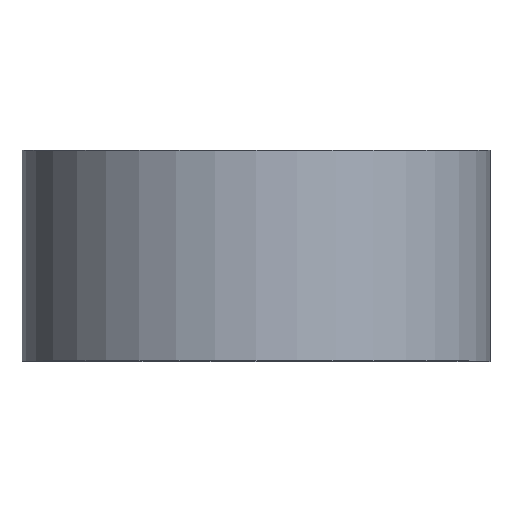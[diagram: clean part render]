
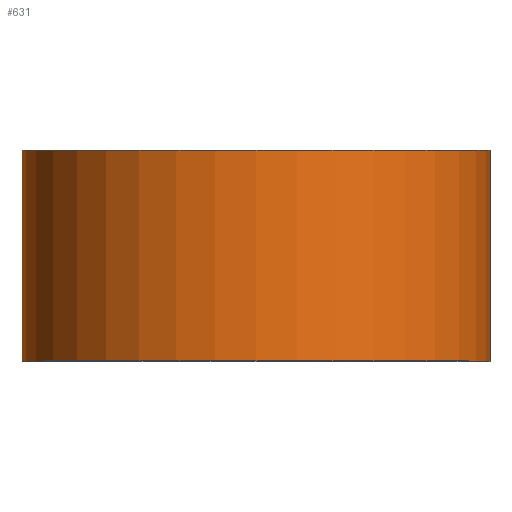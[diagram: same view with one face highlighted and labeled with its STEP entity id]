
A CAD part, top view. The second image highlights one B-rep face of the part: STEP entity #631.
In plain terms, the highlighted cylindrical face has radius 28.207 mm (diameter 56.413 mm), a partial arc.
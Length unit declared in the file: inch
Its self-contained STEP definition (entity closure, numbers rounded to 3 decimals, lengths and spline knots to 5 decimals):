
#36 = ORIENTED_EDGE ( 'NONE', *, *, #608, .T. ) ;
#67 = DIRECTION ( 'NONE',  ( 1., 0., 0. ) ) ;
#71 = ORIENTED_EDGE ( 'NONE', *, *, #137, .T. ) ;
#75 = VERTEX_POINT ( 'NONE', #342 ) ;
#115 = DIRECTION ( 'NONE',  ( 0., -1., 0. ) ) ;
#128 = EDGE_CURVE ( 'NONE', #75, #589, #668, .T. ) ;
#136 = AXIS2_PLACEMENT_3D ( 'NONE', #546, #736, #67 ) ;
#137 = EDGE_CURVE ( 'NONE', #529, #589, #686, .T. ) ;
#146 = CARTESIAN_POINT ( 'NONE',  ( 0., 0.5, 0. ) ) ;
#149 = DIRECTION ( 'NONE',  ( 0., 1., 0. ) ) ;
#152 = DIRECTION ( 'NONE',  ( 1., 0., 0. ) ) ;
#194 = CARTESIAN_POINT ( 'NONE',  ( 0., 0.5, -1.1105 ) ) ;
#207 = DIRECTION ( 'NONE',  ( 0., -1., 0. ) ) ;
#232 = CARTESIAN_POINT ( 'NONE',  ( 0., 0.5, -1.1105 ) ) ;
#254 = CARTESIAN_POINT ( 'NONE',  ( 1.1105, 0.5, 0. ) ) ;
#268 = CARTESIAN_POINT ( 'NONE',  ( 0., -0.5, -1.1105 ) ) ;
#271 = CARTESIAN_POINT ( 'NONE',  ( 0., 0.5, 0. ) ) ;
#277 = EDGE_CURVE ( 'NONE', #605, #75, #423, .T. ) ;
#292 = DIRECTION ( 'NONE',  ( 0., 0., -1. ) ) ;
#310 = AXIS2_PLACEMENT_3D ( 'NONE', #271, #115, #292 ) ;
#323 = VECTOR ( 'NONE', #207, 39.37008 ) ;
#331 = LINE ( 'NONE', #232, #323 ) ;
#342 = CARTESIAN_POINT ( 'NONE',  ( 1.1105, 0.5, 0. ) ) ;
#346 = ORIENTED_EDGE ( 'NONE', *, *, #128, .F. ) ;
#421 = DIRECTION ( 'NONE',  ( 0., -1., 0. ) ) ;
#423 = CIRCLE ( 'NONE', #458, 1.1105 ) ;
#458 = AXIS2_PLACEMENT_3D ( 'NONE', #146, #149, #152 ) ;
#516 = ORIENTED_EDGE ( 'NONE', *, *, #277, .F. ) ;
#529 = VERTEX_POINT ( 'NONE', #268 ) ;
#546 = CARTESIAN_POINT ( 'NONE',  ( 0., -0.5, 0. ) ) ;
#565 = EDGE_LOOP ( 'NONE', ( #71, #346, #516, #36 ) ) ;
#589 = VERTEX_POINT ( 'NONE', #595 ) ;
#595 = CARTESIAN_POINT ( 'NONE',  ( 1.1105, -0.5, 0. ) ) ;
#605 = VERTEX_POINT ( 'NONE', #194 ) ;
#608 = EDGE_CURVE ( 'NONE', #605, #529, #331, .T. ) ;
#631 = ADVANCED_FACE ( 'NONE', ( #641 ), #664, .T. ) ;
#641 = FACE_OUTER_BOUND ( 'NONE', #565, .T. ) ;
#664 = CYLINDRICAL_SURFACE ( 'NONE', #310, 1.1105 ) ;
#668 = LINE ( 'NONE', #254, #710 ) ;
#686 = CIRCLE ( 'NONE', #136, 1.1105 ) ;
#710 = VECTOR ( 'NONE', #421, 39.37008 ) ;
#736 = DIRECTION ( 'NONE',  ( 0., 1., 0. ) ) ;
